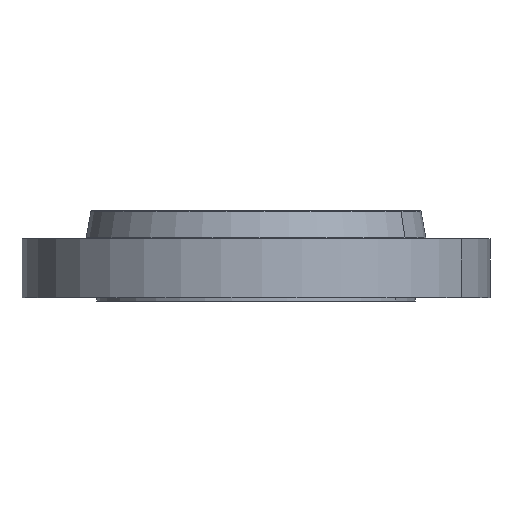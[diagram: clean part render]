
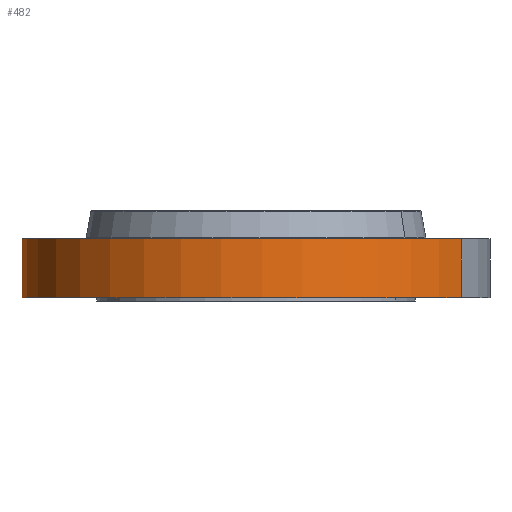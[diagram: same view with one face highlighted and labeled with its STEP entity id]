
A CAD part, left-side view. The second image highlights one B-rep face of the part: STEP entity #482.
In plain terms, the highlighted cylindrical face has radius 428.625 mm (diameter 857.25 mm), a partial arc.
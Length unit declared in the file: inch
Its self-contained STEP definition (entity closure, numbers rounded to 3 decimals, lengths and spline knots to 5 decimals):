
#446=AXIS2_PLACEMENT_3D('Cylinder Axis2P3D',#443,#444,#445) ;
#450=AXIS2_PLACEMENT_3D('Circle Axis2P3D',#448,#449,$) ;
#466=AXIS2_PLACEMENT_3D('Circle Axis2P3D',#464,#465,$) ;
#443=CARTESIAN_POINT('Axis2P3D Location',(0.,0.,3.)) ;
#448=CARTESIAN_POINT('Axis2P3D Location',(0.,0.,0.)) ;
#452=CARTESIAN_POINT('Vertex',(-8.09031,-14.80921,0.)) ;
#454=CARTESIAN_POINT('Vertex',(8.09031,14.80921,0.)) ;
#457=CARTESIAN_POINT('Line Origine',(-8.09031,-14.80921,2.125)) ;
#461=CARTESIAN_POINT('Vertex',(-8.09031,-14.80921,4.25)) ;
#464=CARTESIAN_POINT('Axis2P3D Location',(0.,0.,4.25)) ;
#468=CARTESIAN_POINT('Vertex',(8.09031,14.80921,4.25)) ;
#471=CARTESIAN_POINT('Line Origine',(8.09031,14.80921,2.125)) ;
#444=DIRECTION('Axis2P3D Direction',(0.,0.,-0.039)) ;
#445=DIRECTION('Axis2P3D XDirection',(0.019,0.035,0.)) ;
#449=DIRECTION('Axis2P3D Direction',(0.,0.,-0.039)) ;
#458=DIRECTION('Vector Direction',(0.,0.,-0.039)) ;
#465=DIRECTION('Axis2P3D Direction',(0.,0.,-0.039)) ;
#472=DIRECTION('Vector Direction',(0.,0.,-0.039)) ;
#459=VECTOR('Line Direction',#458,0.03937) ;
#473=VECTOR('Line Direction',#472,0.03937) ;
#477=ORIENTED_EDGE('',*,*,#456,.F.) ;
#478=ORIENTED_EDGE('',*,*,#463,.T.) ;
#479=ORIENTED_EDGE('',*,*,#470,.T.) ;
#480=ORIENTED_EDGE('',*,*,#475,.F.) ;
#482=ADVANCED_FACE('PartBody',(#481),#447,.T.) ;
#451=CIRCLE('generated circle',#450,16.875) ;
#467=CIRCLE('generated circle',#466,16.875) ;
#447=CYLINDRICAL_SURFACE('generated cylinder',#446,16.875) ;
#456=EDGE_CURVE('',#453,#455,#451,.T.) ;
#463=EDGE_CURVE('',#453,#462,#460,.F.) ;
#470=EDGE_CURVE('',#462,#469,#467,.T.) ;
#475=EDGE_CURVE('',#455,#469,#474,.F.) ;
#476=EDGE_LOOP('',(#477,#478,#479,#480)) ;
#481=FACE_OUTER_BOUND('',#476,.T.) ;
#460=LINE('Line',#457,#459) ;
#474=LINE('Line',#471,#473) ;
#453=VERTEX_POINT('',#452) ;
#455=VERTEX_POINT('',#454) ;
#462=VERTEX_POINT('',#461) ;
#469=VERTEX_POINT('',#468) ;
